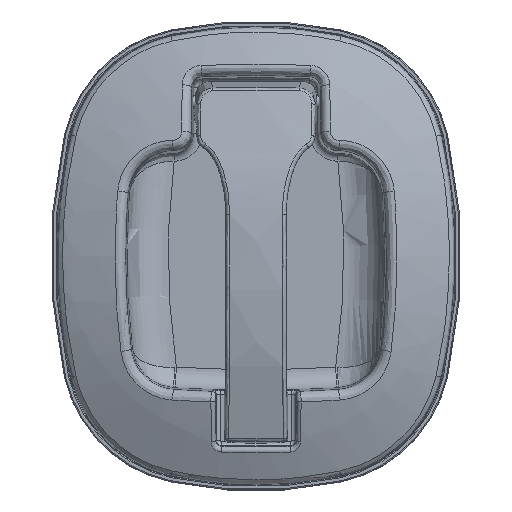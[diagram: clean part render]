
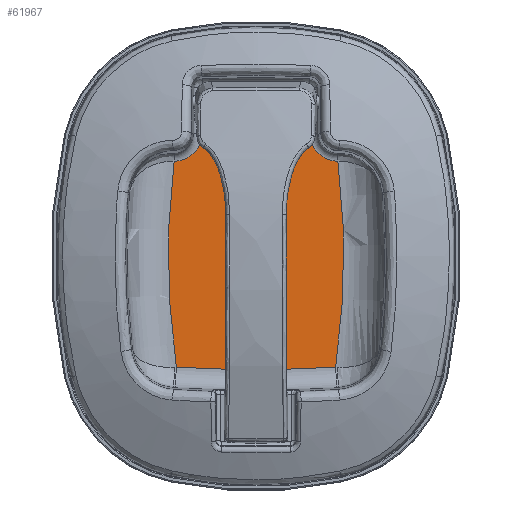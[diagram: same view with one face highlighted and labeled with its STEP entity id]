
A CAD part, top view. The second image highlights one B-rep face of the part: STEP entity #61967.
In plain terms, the highlighted planar face has unit normal (0, 0, 1).
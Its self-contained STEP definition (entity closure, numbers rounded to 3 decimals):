
#2105=PLANE('',#67163);
#6498=FACE_OUTER_BOUND('',#10133,.T.);
#10133=EDGE_LOOP('',(#46455,#46456,#46457,#46458,#46459,#46460,#46461,#46462,
#46463,#46464));
#13741=CIRCLE('',#66912,0.418);
#13745=CIRCLE('',#66917,0.013);
#13748=CIRCLE('',#66921,19.673);
#13751=CIRCLE('',#66924,0.013);
#13755=CIRCLE('',#66930,0.418);
#13909=CIRCLE('',#67164,19.602);
#13910=CIRCLE('',#67165,11.305);
#13911=CIRCLE('',#67166,11.305);
#17164=LINE('',#108875,#20923);
#17166=LINE('',#108915,#20925);
#20923=VECTOR('',#78002,0.394);
#20925=VECTOR('',#78028,0.394);
#25569=VERTEX_POINT('',#108858);
#25571=VERTEX_POINT('',#108867);
#25573=VERTEX_POINT('',#108873);
#25575=VERTEX_POINT('',#108887);
#25577=VERTEX_POINT('',#108893);
#25579=VERTEX_POINT('',#108907);
#25581=VERTEX_POINT('',#108913);
#25583=VERTEX_POINT('',#108919);
#26051=VERTEX_POINT('',#114315);
#26052=VERTEX_POINT('',#114316);
#32722=EDGE_CURVE('',#25571,#25569,#13741,.T.);
#32725=EDGE_CURVE('',#25573,#25571,#17164,.T.);
#32728=EDGE_CURVE('',#25575,#25573,#13745,.T.);
#32731=EDGE_CURVE('',#25577,#25575,#13748,.T.);
#32734=EDGE_CURVE('',#25579,#25577,#13751,.T.);
#32737=EDGE_CURVE('',#25581,#25579,#17166,.T.);
#32740=EDGE_CURVE('',#25583,#25581,#13755,.T.);
#33354=EDGE_CURVE('',#26051,#26052,#13909,.T.);
#33355=EDGE_CURVE('',#25569,#26051,#13910,.T.);
#33356=EDGE_CURVE('',#26052,#25583,#13911,.T.);
#46455=ORIENTED_EDGE('',*,*,#33354,.F.);
#46456=ORIENTED_EDGE('',*,*,#33355,.F.);
#46457=ORIENTED_EDGE('',*,*,#32722,.F.);
#46458=ORIENTED_EDGE('',*,*,#32725,.F.);
#46459=ORIENTED_EDGE('',*,*,#32728,.F.);
#46460=ORIENTED_EDGE('',*,*,#32731,.F.);
#46461=ORIENTED_EDGE('',*,*,#32734,.F.);
#46462=ORIENTED_EDGE('',*,*,#32737,.F.);
#46463=ORIENTED_EDGE('',*,*,#32740,.F.);
#46464=ORIENTED_EDGE('',*,*,#33356,.F.);
#61967=ADVANCED_FACE('',(#6498),#2105,.T.);
#66912=AXIS2_PLACEMENT_3D('',#108869,#77995,#77996);
#66917=AXIS2_PLACEMENT_3D('',#108889,#78007,#78008);
#66921=AXIS2_PLACEMENT_3D('',#108895,#78015,#78016);
#66924=AXIS2_PLACEMENT_3D('',#108909,#78021,#78022);
#66930=AXIS2_PLACEMENT_3D('',#108921,#78035,#78036);
#67163=AXIS2_PLACEMENT_3D('',#114314,#78575,#78576);
#67164=AXIS2_PLACEMENT_3D('',#114317,#78577,#78578);
#67165=AXIS2_PLACEMENT_3D('',#114318,#78579,#78580);
#67166=AXIS2_PLACEMENT_3D('',#114319,#78581,#78582);
#77995=DIRECTION('center_axis',(0.,0.,
1.));
#77996=DIRECTION('ref_axis',(-0.727,-0.687,0.));
#78002=DIRECTION('',(0.,-1.,0.));
#78007=DIRECTION('center_axis',(0.,0.,
-1.));
#78008=DIRECTION('ref_axis',(0.721,0.693,0.));
#78015=DIRECTION('center_axis',(0.,0.,
-1.));
#78016=DIRECTION('ref_axis',(0.,1.,0.));
#78021=DIRECTION('center_axis',(0.,0.,
-1.));
#78022=DIRECTION('ref_axis',(-0.721,0.693,0.));
#78028=DIRECTION('',(0.,1.,0.));
#78035=DIRECTION('center_axis',(0.,0.,
1.));
#78036=DIRECTION('ref_axis',(0.727,-0.687,0.));
#78575=DIRECTION('center_axis',(0.,0.,
1.));
#78576=DIRECTION('ref_axis',(1.,0.,0.));
#78577=DIRECTION('center_axis',(0.,0.,
-1.));
#78578=DIRECTION('ref_axis',(0.,-1.,0.));
#78579=DIRECTION('center_axis',(0.,0.,
-1.));
#78580=DIRECTION('ref_axis',(1.,-0.019,0.));
#78581=DIRECTION('center_axis',(0.,0.,
-1.));
#78582=DIRECTION('ref_axis',(-1.,-0.019,0.));
#108858=CARTESIAN_POINT('',(1.23,1.423,-0.475));
#108867=CARTESIAN_POINT('',(0.813,1.841,-0.475));
#108869=CARTESIAN_POINT('Origin',(1.231,1.841,-0.475));
#108873=CARTESIAN_POINT('',(0.813,2.529,-0.475));
#108875=CARTESIAN_POINT('',(0.813,1.384,-0.475));
#108887=CARTESIAN_POINT('',(0.8,2.542,-0.475));
#108889=CARTESIAN_POINT('Origin',(0.8,2.529,-0.475));
#108893=CARTESIAN_POINT('',(-0.8,2.542,-0.475));
#108895=CARTESIAN_POINT('Origin',(0.,-17.115,-0.475));
#108907=CARTESIAN_POINT('',(-0.813,2.529,-0.475));
#108909=CARTESIAN_POINT('Origin',(-0.8,2.529,-0.475));
#108913=CARTESIAN_POINT('',(-0.813,1.841,-0.475));
#108915=CARTESIAN_POINT('',(-0.813,1.04,-0.475));
#108919=CARTESIAN_POINT('',(-1.23,1.423,-0.475));
#108921=CARTESIAN_POINT('Origin',(-1.231,1.841,-0.475));
#114314=CARTESIAN_POINT('Origin',(0.,0.24,
-0.475));
#114315=CARTESIAN_POINT('',(1.196,-1.669,-0.475));
#114316=CARTESIAN_POINT('',(-1.196,-1.669,-0.475));
#114317=CARTESIAN_POINT('Origin',(0.,17.896,-0.475));
#114318=CARTESIAN_POINT('Origin',(-9.985,0.,
-0.475));
#114319=CARTESIAN_POINT('Origin',(9.985,0.,
-0.475));
